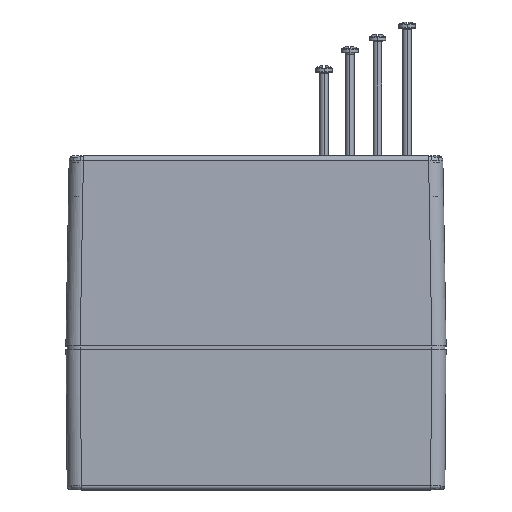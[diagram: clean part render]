
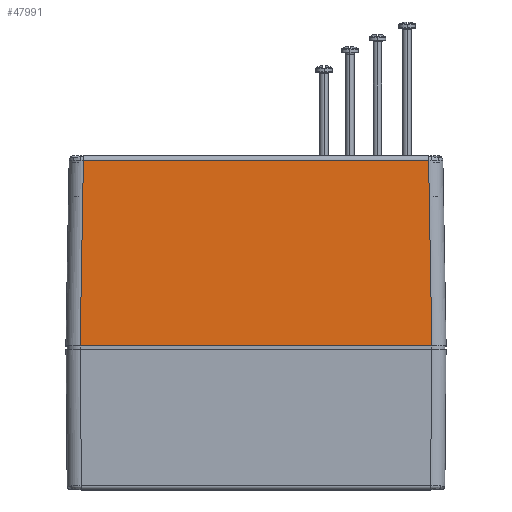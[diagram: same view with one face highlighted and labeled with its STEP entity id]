
A CAD part, top view. The second image highlights one B-rep face of the part: STEP entity #47991.
In plain terms, the highlighted face is planar.
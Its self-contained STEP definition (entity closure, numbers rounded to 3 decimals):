
#1919 = EDGE_CURVE ( 'NONE', #47953, #45163, #13692, .T. ) ;
#1921 = ORIENTED_EDGE ( 'NONE', *, *, #45026, .F. ) ;
#13689 = DIRECTION ( 'NONE',  ( 0.017, 1., 0.017 ) ) ;
#13690 = VECTOR ( 'NONE', #13689, 1000. ) ;
#13691 = CARTESIAN_POINT ( 'NONE',  ( 73.954, -2.686, 59.953 ) ) ;
#13692 = LINE ( 'NONE', #13691, #13690 ) ;
#19769 = DIRECTION ( 'NONE',  ( 1., 0., 0. ) ) ;
#19770 = VECTOR ( 'NONE', #19769, 1000. ) ;
#19771 = CARTESIAN_POINT ( 'NONE',  ( -80., 0., 60. ) ) ;
#19772 = LINE ( 'NONE', #19771, #19770 ) ;
#19880 = CARTESIAN_POINT ( 'NONE',  ( 74.001, 0., 60. ) ) ;
#20086 = CARTESIAN_POINT ( 'NONE',  ( -74.001, 0., 60. ) ) ;
#25151 = CARTESIAN_POINT ( 'NONE',  ( -72.639, -78.035, 58.638 ) ) ;
#35003 = CARTESIAN_POINT ( 'NONE',  ( 72.639, -78.035, 58.638 ) ) ;
#35004 = DIRECTION ( 'NONE',  ( 1., 0., 0. ) ) ;
#35005 = VECTOR ( 'NONE', #35004, 1000. ) ;
#35008 = CARTESIAN_POINT ( 'NONE',  ( -80., -78.035, 58.638 ) ) ;
#35010 = LINE ( 'NONE', #35008, #35005 ) ;
#35054 = DIRECTION ( 'NONE',  ( 0.017, -1., -0.017 ) ) ;
#35056 = VECTOR ( 'NONE', #35054, 1000. ) ;
#35058 = CARTESIAN_POINT ( 'NONE',  ( -74.003, 0.105, 60.002 ) ) ;
#35059 = LINE ( 'NONE', #35058, #35056 ) ;
#35147 = DIRECTION ( 'NONE',  ( 0., -1., -0.017 ) ) ;
#35149 = DIRECTION ( 'NONE',  ( 0., -0.017, 1. ) ) ;
#35150 = CARTESIAN_POINT ( 'NONE',  ( -80., 0., 60. ) ) ;
#35151 = AXIS2_PLACEMENT_3D ( 'NONE', #35150, #35149, #35147 ) ;
#35154 = PLANE ( 'NONE',  #35151 ) ;
#35156 = FACE_OUTER_BOUND ( 'NONE', #47958, .T. ) ;
#45026 = EDGE_CURVE ( 'NONE', #45219, #45163, #19772, .T. ) ;
#45163 = VERTEX_POINT ( 'NONE', #19880 ) ;
#45219 = VERTEX_POINT ( 'NONE', #20086 ) ;
#46199 = VERTEX_POINT ( 'NONE', #25151 ) ;
#47949 = EDGE_CURVE ( 'NONE', #46199, #47953, #35010, .T. ) ;
#47951 = ORIENTED_EDGE ( 'NONE', *, *, #1919, .T. ) ;
#47952 = ORIENTED_EDGE ( 'NONE', *, *, #47949, .T. ) ;
#47953 = VERTEX_POINT ( 'NONE', #35003 ) ;
#47958 = EDGE_LOOP ( 'NONE', ( #47965, #47952, #47951, #1921 ) ) ;
#47965 = ORIENTED_EDGE ( 'NONE', *, *, #47971, .T. ) ;
#47971 = EDGE_CURVE ( 'NONE', #45219, #46199, #35059, .T. ) ;
#47991 = ADVANCED_FACE ( 'NONE', ( #35156 ), #35154, .T. ) ;
